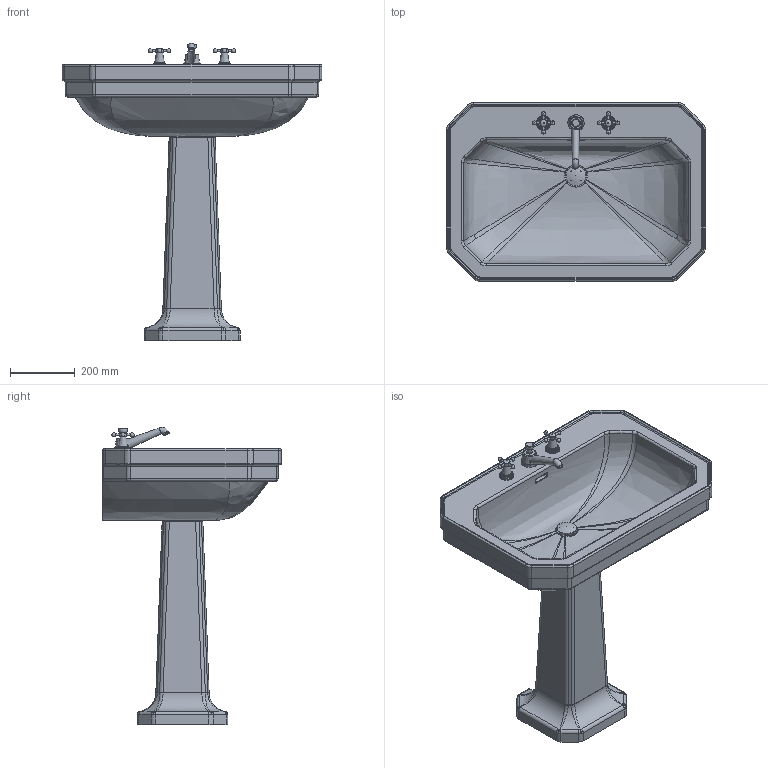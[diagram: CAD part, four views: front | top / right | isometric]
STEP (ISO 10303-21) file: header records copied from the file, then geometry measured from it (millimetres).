
FILE_DESCRIPTION((''),'2;1');
FILE_NAME('43880.stp','2008-01-03T11:22:43',('Huebner'),(''),'Autodesk Inventor 11','Autodesk Inventor 11','');
FILE_SCHEMA(('AUTOMOTIVE_DESIGN { 1 0 10303 214 1 1 1 1 }'));
Length unit declared in the file: millimetre
Products named in the file (11): 43880; Baterie_Wasserhahn; Baterie_WT; Baterie_Mitte; Teil_2_WT; Teil_3; Neoperl; Stopfen; Kelch; 085790
Assembly tree (11 placements, depth 3):
  43880
    43880
    Baterie_Wasserhahn  x2
    Baterie_WT
      Baterie_Mitte
      Teil_2_WT
      Teil_3
      Neoperl
    Stopfen
    Kelch
    085790
Bounding box: 800 x 550 x 915.47 mm (x, y, z)
Volume: 36913268.9 mm3; surface area: 2254041.3 mm2
Topology: 18 solids, 18 shells, 486 faces, 1141 edges, 687 vertices
Faces by surface type: cylinder 162, plane 127, bspline 124, torus 54, cone 10, sphere 9
Full cylindrical faces by diameter (mm): 6 x8, 14 x2, 15 x2, 17 x1, 22 x2, 33 x2, 35 x3, 42 x1, 44 x1, 50 x1, 52 x1, 60 x1, 75 x1
Entity records: 21064 total; most frequent: CARTESIAN_POINT 11049, DIRECTION 2006, ORIENTED_EDGE 1998, EDGE_CURVE 999, AXIS2_PLACEMENT_3D 816, VERTEX_POINT 629, EDGE_LOOP 532, FACE_OUTER_BOUND 452
